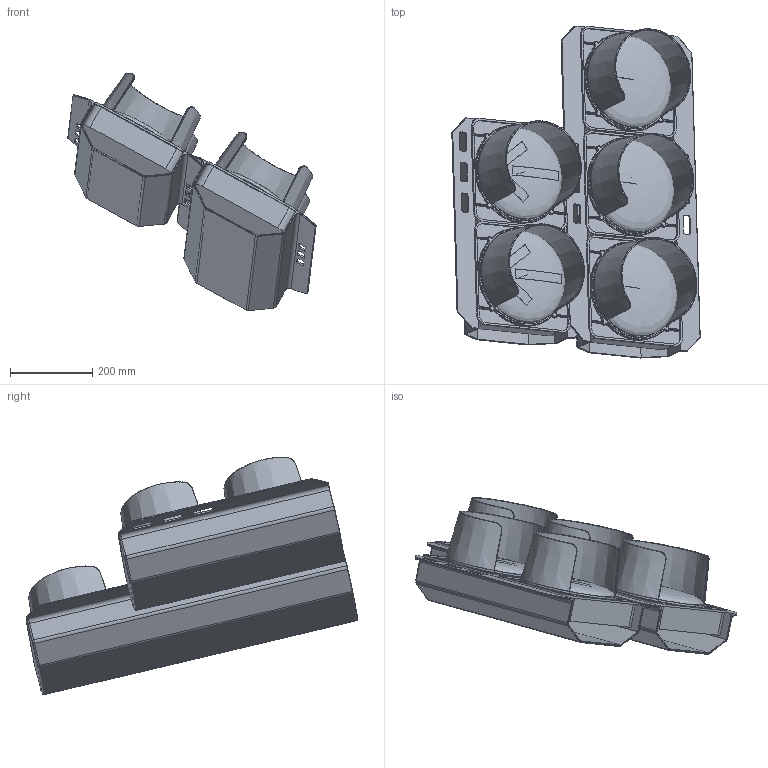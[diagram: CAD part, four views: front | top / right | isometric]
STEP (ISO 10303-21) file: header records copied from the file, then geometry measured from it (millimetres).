
FILE_DESCRIPTION(/* description */ (''),/* implementation_level */ '2;1');
FILE_NAME(/* name */ '12 5 light.stp',/* time_stamp */ '2013-09-06T20:05:11-04:00',/* author */ ('Saville'),/* organization */ (''),/* preprocessor_version */ 'ST-DEVELOPER v15.2',/* originating_system */ 'Autodesk Inventor 2014',/* authorisation */ '');
FILE_SCHEMA (('AUTOMOTIVE_DESIGN { 1 0 10303 214 3 1 1 }'));
Length unit declared in the file: inch
Products named in the file (9): 12  bulb frame; 12  plan lens; 12 case long; 12 case short; 12 green; 12 red; 12 turn lens; 12 yellow; 12 5 light
Bounding box: 602.46 x 805.22 x 575.46 mm (x, y, z)
Volume: 12159240.7 mm3; surface area: 4094846 mm2
Topology: 17 solids, 17 shells, 1033 faces, 2572 edges, 1658 vertices
Faces by surface type: cylinder 393, plane 282, torus 206, bspline 74, sphere 58, cone 20
Full cylindrical faces by diameter (mm): 227.076 x5, 234.696 x5
Entity records: 16429 total; most frequent: CARTESIAN_POINT 4882, DIRECTION 2417, ORIENTED_EDGE 2208, EDGE_CURVE 1092, AXIS2_PLACEMENT_3D 942, VERTEX_POINT 672, LINE 533, VECTOR 533
